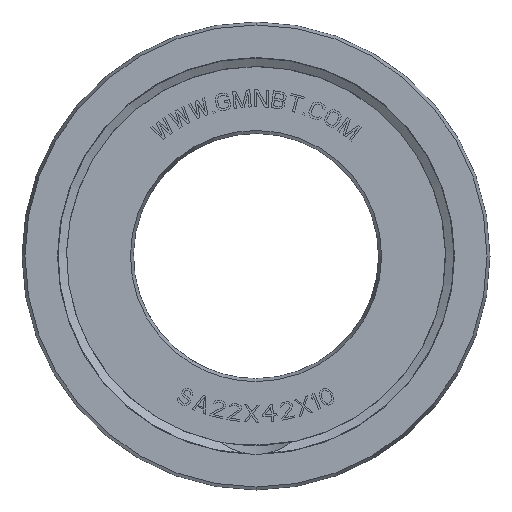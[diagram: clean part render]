
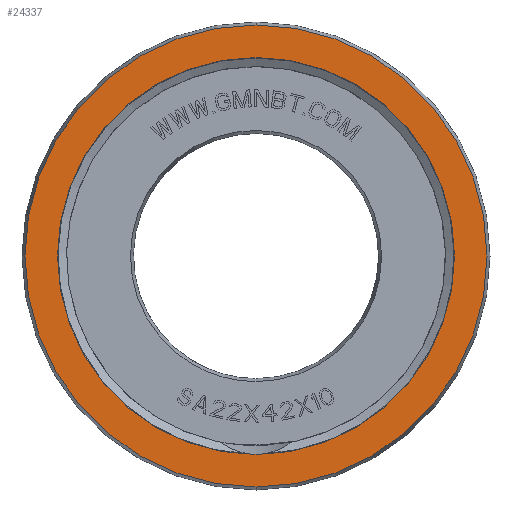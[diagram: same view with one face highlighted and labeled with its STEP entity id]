
A CAD part, front view. The second image highlights one B-rep face of the part: STEP entity #24337.
In plain terms, the highlighted planar face has unit normal (0, -1, 0).
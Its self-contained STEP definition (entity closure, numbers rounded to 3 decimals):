
#23285=CARTESIAN_POINT('',(0.,-5.,0.));
#23286=DIRECTION('',(0.,-1.,0.));
#23287=DIRECTION('',(0.,0.,-1.));
#23288=AXIS2_PLACEMENT_3D('',#23285,#23286,#23287);
#23300=CARTESIAN_POINT('',(0.,-5.,0.));
#23301=DIRECTION('',(0.,1.,0.));
#23302=DIRECTION('',(0.,0.,-1.));
#23303=AXIS2_PLACEMENT_3D('',#23300,#23301,#23302);
#23308=CARTESIAN_POINT('',(0.,-5.,0.));
#23309=DIRECTION('',(0.,1.,0.));
#23310=DIRECTION('',(0.,0.,-1.));
#23311=AXIS2_PLACEMENT_3D('',#23308,#23309,#23310);
#23316=CARTESIAN_POINT('',(0.,-5.,0.));
#23317=DIRECTION('',(0.,-1.,0.));
#23318=DIRECTION('',(0.,0.,-1.));
#23319=AXIS2_PLACEMENT_3D('',#23316,#23317,#23318);
#24174=CARTESIAN_POINT('',(0.,-5.,-17.816));
#24176=VERTEX_POINT('',#24174);
#24177=CARTESIAN_POINT('',(0.,-5.,-20.732));
#24179=VERTEX_POINT('',#24177);
#24205=CARTESIAN_POINT('',(0.,-5.,17.816));
#24206=VERTEX_POINT('',#24205);
#24207=CARTESIAN_POINT('',(0.,-5.,20.732));
#24209=VERTEX_POINT('',#24207);
#24322=CARTESIAN_POINT('',(0.,-5.,0.));
#24323=DIRECTION('',(0.,1.,0.));
#24324=DIRECTION('',(0.,0.,-1.));
#24325=AXIS2_PLACEMENT_3D('',#24322,#24323,#24324);
#24326=PLANE('',#24325);
#24327=ORIENTED_EDGE('',*,*,#24301,.F.);
#24328=ORIENTED_EDGE('',*,*,#24317,.T.);
#24329=EDGE_LOOP('',(#24327,#24328));
#24330=FACE_OUTER_BOUND('',#24329,.F.);
#24332=ORIENTED_EDGE('',*,*,#24331,.F.);
#24334=ORIENTED_EDGE('',*,*,#24333,.T.);
#24335=EDGE_LOOP('',(#24332,#24334));
#24336=FACE_BOUND('',#24335,.F.);
#23289=CIRCLE('',#23288,20.732);
#23304=CIRCLE('',#23303,20.732);
#23312=CIRCLE('',#23311,17.816);
#23320=CIRCLE('',#23319,17.816);
#24301=EDGE_CURVE('',#24179,#24209,#23289,.T.);
#24317=EDGE_CURVE('',#24179,#24209,#23304,.T.);
#24331=EDGE_CURVE('',#24176,#24206,#23312,.T.);
#24333=EDGE_CURVE('',#24176,#24206,#23320,.T.);
#24337=ADVANCED_FACE('',(#24330,#24336),#24326,.F.);
